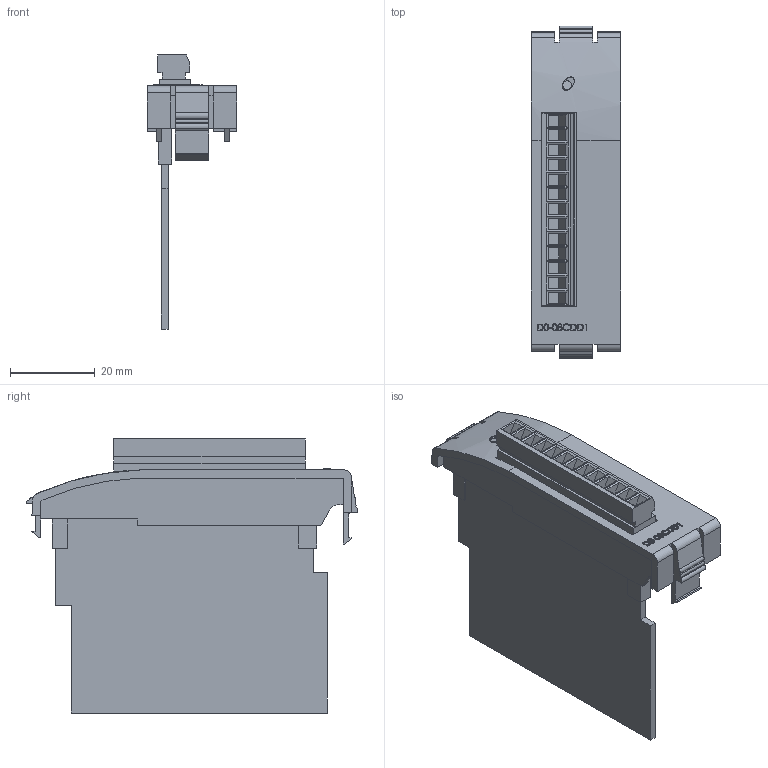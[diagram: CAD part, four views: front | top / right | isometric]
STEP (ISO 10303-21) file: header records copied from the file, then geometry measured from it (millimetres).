
FILE_DESCRIPTION (( 'STEP AP214' ), '1' );
FILE_NAME ('D0-08CDD1.STEP', '2011-02-02T17:49:52', ( '.ADC' ), ( 'ADC' ), 'SwSTEP 2.0', 'SolidWorks 2009', '' );
FILE_SCHEMA (( 'AUTOMOTIVE_DESIGN' ));
Length unit declared in the file: inch
Products named in the file (1): D0-08CDD1
Bounding box: 20.98 x 78.23 x 64.57 mm (x, y, z)
Volume: 12346 mm3; surface area: 15580.8 mm2
Topology: 2 solids, 2 shells, 382 faces, 1009 edges, 662 vertices
Faces by surface type: plane 277, bspline 67, cylinder 38
Entity records: 19065 total; most frequent: CARTESIAN_POINT 6717, ORIENTED_EDGE 2018, DIRECTION 1592, EDGE_CURVE 1009, LINE 786, VECTOR 786, VERTEX_POINT 662, EDGE_LOOP 413
